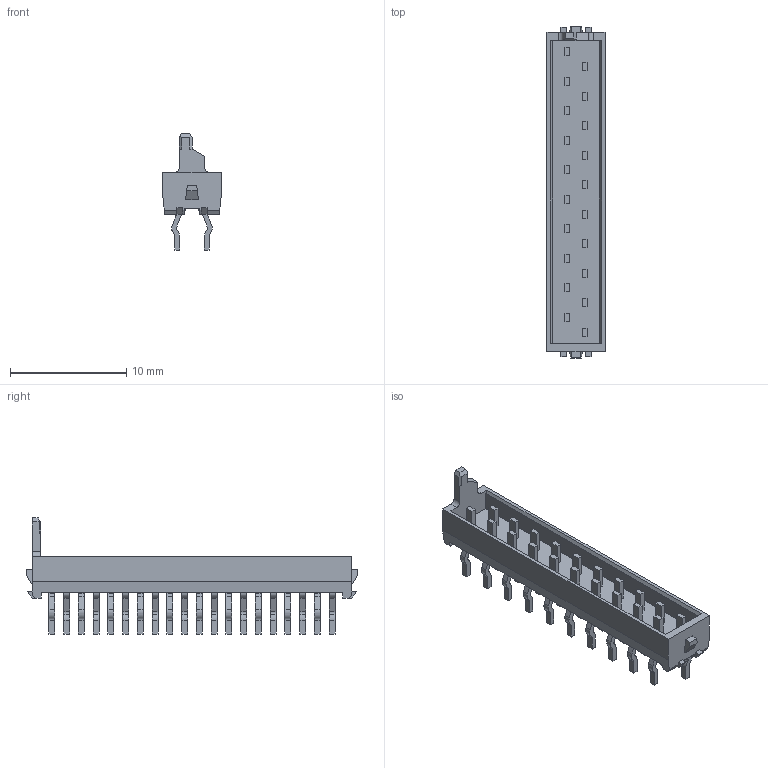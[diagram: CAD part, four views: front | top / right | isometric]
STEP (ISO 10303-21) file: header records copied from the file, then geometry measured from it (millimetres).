
FILE_DESCRIPTION(('FreeCAD Model'),'2;1');
FILE_NAME('parts/3DModels/micromatch_female_ra_20/C-2-215464-0.step','2018-02-22T01:22:05',('kicad StepUp'),( 'ksu MCAD'),'Open CASCADE STEP processor 6.8','FreeCAD','Unknown');
FILE_SCHEMA(('AUTOMOTIVE_DESIGN_CC2 { 1 2 10303 214 -1 1 5 4 }'));
Length unit declared in the file: millimetre
Products named in the file (1): C-2-215464-0
Bounding box: 5 x 28.58 x 10 mm (x, y, z)
Volume: 266.5 mm3; surface area: 826 mm2
Topology: 1 solids, 1 shells, 481 faces, 1314 edges, 877 vertices
Faces by surface type: plane 319, cylinder 162
Entity records: 15237 total; most frequent: CARTESIAN_POINT 2673, ORIENTED_EDGE 2628, DIRECTION 2602, EDGE_CURVE 1314, LINE 990, VECTOR 990, VERTEX_POINT 877, AXIS2_PLACEMENT_3D 806
